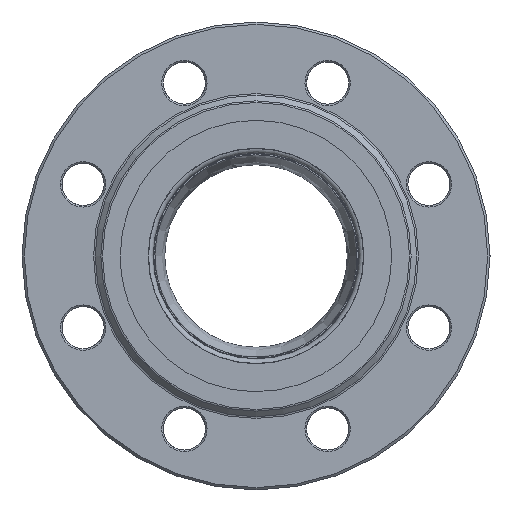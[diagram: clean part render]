
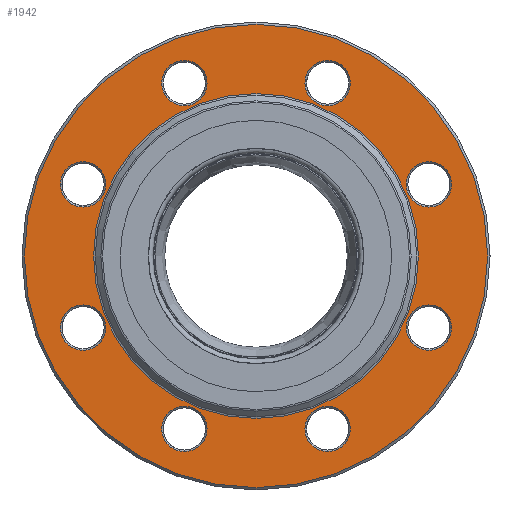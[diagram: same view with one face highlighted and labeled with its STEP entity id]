
A CAD part, left-side view. The second image highlights one B-rep face of the part: STEP entity #1942.
In plain terms, the highlighted planar face has unit normal (-1, 0, 0).
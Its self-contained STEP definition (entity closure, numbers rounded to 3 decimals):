
#1755=CARTESIAN_POINT('',(-74.,0.,0.));
#1756=DIRECTION('',(1.,0.,0.));
#1757=DIRECTION('',(0.,0.,-1.));
#1758=AXIS2_PLACEMENT_3D('',#1755,#1756,#1757);
#1759=PLANE('',#1758);
#1760=CARTESIAN_POINT('',(-74.,73.91,-40.315));
#1761=VERTEX_POINT('',#1760);
#1762=CARTESIAN_POINT('',(-74.,73.91,-20.915));
#1763=VERTEX_POINT('',#1762);
#1764=CARTESIAN_POINT('',(-74.,73.91,-30.615));
#1765=DIRECTION('',(1.,0.,0.));
#1766=DIRECTION('',(0.,0.,-1.));
#1767=AXIS2_PLACEMENT_3D('',#1764,#1765,#1766);
#1768=CIRCLE('',#1767,9.7);
#1769=EDGE_CURVE('',#1761,#1763,#1768,.T.);
#1770=ORIENTED_EDGE('',*,*,#1769,.T.);
#1771=CARTESIAN_POINT('',(-74.,73.91,-30.615));
#1772=DIRECTION('',(1.,0.,0.));
#1773=DIRECTION('',(0.,0.,-1.));
#1774=AXIS2_PLACEMENT_3D('',#1771,#1772,#1773);
#1775=CIRCLE('',#1774,9.7);
#1776=EDGE_CURVE('',#1763,#1761,#1775,.T.);
#1777=ORIENTED_EDGE('',*,*,#1776,.T.);
#1778=EDGE_LOOP('',(#1770,#1777));
#1779=FACE_BOUND('',#1778,.T.);
#1780=CARTESIAN_POINT('',(-74.,-73.91,20.915));
#1781=VERTEX_POINT('',#1780);
#1782=CARTESIAN_POINT('',(-74.,-73.91,40.315));
#1783=VERTEX_POINT('',#1782);
#1784=CARTESIAN_POINT('',(-74.,-73.91,30.615));
#1785=DIRECTION('',(1.,0.,0.));
#1786=DIRECTION('',(0.,0.,-1.));
#1787=AXIS2_PLACEMENT_3D('',#1784,#1785,#1786);
#1788=CIRCLE('',#1787,9.7);
#1789=EDGE_CURVE('',#1781,#1783,#1788,.T.);
#1790=ORIENTED_EDGE('',*,*,#1789,.T.);
#1791=CARTESIAN_POINT('',(-74.,-73.91,30.615));
#1792=DIRECTION('',(1.,0.,0.));
#1793=DIRECTION('',(0.,0.,-1.));
#1794=AXIS2_PLACEMENT_3D('',#1791,#1792,#1793);
#1795=CIRCLE('',#1794,9.7);
#1796=EDGE_CURVE('',#1783,#1781,#1795,.T.);
#1797=ORIENTED_EDGE('',*,*,#1796,.T.);
#1798=EDGE_LOOP('',(#1790,#1797));
#1799=FACE_BOUND('',#1798,.T.);
#1800=CARTESIAN_POINT('',(-74.,-30.615,64.21));
#1801=VERTEX_POINT('',#1800);
#1802=CARTESIAN_POINT('',(-74.,-30.615,83.61));
#1803=VERTEX_POINT('',#1802);
#1804=CARTESIAN_POINT('',(-74.,-30.615,73.91));
#1805=DIRECTION('',(1.,0.,0.));
#1806=DIRECTION('',(0.,0.,-1.));
#1807=AXIS2_PLACEMENT_3D('',#1804,#1805,#1806);
#1808=CIRCLE('',#1807,9.7);
#1809=EDGE_CURVE('',#1801,#1803,#1808,.T.);
#1810=ORIENTED_EDGE('',*,*,#1809,.T.);
#1811=CARTESIAN_POINT('',(-74.,-30.615,73.91));
#1812=DIRECTION('',(1.,0.,0.));
#1813=DIRECTION('',(0.,0.,-1.));
#1814=AXIS2_PLACEMENT_3D('',#1811,#1812,#1813);
#1815=CIRCLE('',#1814,9.7);
#1816=EDGE_CURVE('',#1803,#1801,#1815,.T.);
#1817=ORIENTED_EDGE('',*,*,#1816,.T.);
#1818=EDGE_LOOP('',(#1810,#1817));
#1819=FACE_BOUND('',#1818,.T.);
#1820=CARTESIAN_POINT('',(-74.,30.615,64.21));
#1821=VERTEX_POINT('',#1820);
#1822=CARTESIAN_POINT('',(-74.,30.615,83.61));
#1823=VERTEX_POINT('',#1822);
#1824=CARTESIAN_POINT('',(-74.,30.615,73.91));
#1825=DIRECTION('',(1.,0.,0.));
#1826=DIRECTION('',(0.,0.,-1.));
#1827=AXIS2_PLACEMENT_3D('',#1824,#1825,#1826);
#1828=CIRCLE('',#1827,9.7);
#1829=EDGE_CURVE('',#1821,#1823,#1828,.T.);
#1830=ORIENTED_EDGE('',*,*,#1829,.T.);
#1831=CARTESIAN_POINT('',(-74.,30.615,73.91));
#1832=DIRECTION('',(1.,0.,0.));
#1833=DIRECTION('',(0.,0.,-1.));
#1834=AXIS2_PLACEMENT_3D('',#1831,#1832,#1833);
#1835=CIRCLE('',#1834,9.7);
#1836=EDGE_CURVE('',#1823,#1821,#1835,.T.);
#1837=ORIENTED_EDGE('',*,*,#1836,.T.);
#1838=EDGE_LOOP('',(#1830,#1837));
#1839=FACE_BOUND('',#1838,.T.);
#1840=CARTESIAN_POINT('',(-74.,73.91,20.915));
#1841=VERTEX_POINT('',#1840);
#1842=CARTESIAN_POINT('',(-74.,73.91,40.315));
#1843=VERTEX_POINT('',#1842);
#1844=CARTESIAN_POINT('',(-74.,73.91,30.615));
#1845=DIRECTION('',(1.,0.,0.));
#1846=DIRECTION('',(0.,0.,-1.));
#1847=AXIS2_PLACEMENT_3D('',#1844,#1845,#1846);
#1848=CIRCLE('',#1847,9.7);
#1849=EDGE_CURVE('',#1841,#1843,#1848,.T.);
#1850=ORIENTED_EDGE('',*,*,#1849,.T.);
#1851=CARTESIAN_POINT('',(-74.,73.91,30.615));
#1852=DIRECTION('',(1.,0.,0.));
#1853=DIRECTION('',(0.,0.,-1.));
#1854=AXIS2_PLACEMENT_3D('',#1851,#1852,#1853);
#1855=CIRCLE('',#1854,9.7);
#1856=EDGE_CURVE('',#1843,#1841,#1855,.T.);
#1857=ORIENTED_EDGE('',*,*,#1856,.T.);
#1858=EDGE_LOOP('',(#1850,#1857));
#1859=FACE_BOUND('',#1858,.T.);
#1860=CARTESIAN_POINT('',(-74.,-73.91,-40.315));
#1861=VERTEX_POINT('',#1860);
#1862=CARTESIAN_POINT('',(-74.,-73.91,-20.915));
#1863=VERTEX_POINT('',#1862);
#1864=CARTESIAN_POINT('',(-74.,-73.91,-30.615));
#1865=DIRECTION('',(1.,0.,0.));
#1866=DIRECTION('',(0.,0.,-1.));
#1867=AXIS2_PLACEMENT_3D('',#1864,#1865,#1866);
#1868=CIRCLE('',#1867,9.7);
#1869=EDGE_CURVE('',#1861,#1863,#1868,.T.);
#1870=ORIENTED_EDGE('',*,*,#1869,.T.);
#1871=CARTESIAN_POINT('',(-74.,-73.91,-30.615));
#1872=DIRECTION('',(1.,0.,0.));
#1873=DIRECTION('',(0.,0.,-1.));
#1874=AXIS2_PLACEMENT_3D('',#1871,#1872,#1873);
#1875=CIRCLE('',#1874,9.7);
#1876=EDGE_CURVE('',#1863,#1861,#1875,.T.);
#1877=ORIENTED_EDGE('',*,*,#1876,.T.);
#1878=EDGE_LOOP('',(#1870,#1877));
#1879=FACE_BOUND('',#1878,.T.);
#1880=CARTESIAN_POINT('',(-74.,-30.615,-83.61));
#1881=VERTEX_POINT('',#1880);
#1882=CARTESIAN_POINT('',(-74.,-30.615,-64.21));
#1883=VERTEX_POINT('',#1882);
#1884=CARTESIAN_POINT('',(-74.,-30.615,-73.91));
#1885=DIRECTION('',(1.,0.,0.));
#1886=DIRECTION('',(0.,0.,-1.));
#1887=AXIS2_PLACEMENT_3D('',#1884,#1885,#1886);
#1888=CIRCLE('',#1887,9.7);
#1889=EDGE_CURVE('',#1881,#1883,#1888,.T.);
#1890=ORIENTED_EDGE('',*,*,#1889,.T.);
#1891=CARTESIAN_POINT('',(-74.,-30.615,-73.91));
#1892=DIRECTION('',(1.,0.,0.));
#1893=DIRECTION('',(0.,0.,-1.));
#1894=AXIS2_PLACEMENT_3D('',#1891,#1892,#1893);
#1895=CIRCLE('',#1894,9.7);
#1896=EDGE_CURVE('',#1883,#1881,#1895,.T.);
#1897=ORIENTED_EDGE('',*,*,#1896,.T.);
#1898=EDGE_LOOP('',(#1890,#1897));
#1899=FACE_BOUND('',#1898,.T.);
#1900=CARTESIAN_POINT('',(-74.,30.615,-83.61));
#1901=VERTEX_POINT('',#1900);
#1902=CARTESIAN_POINT('',(-74.,30.615,-64.21));
#1903=VERTEX_POINT('',#1902);
#1904=CARTESIAN_POINT('',(-74.,30.615,-73.91));
#1905=DIRECTION('',(1.,0.,0.));
#1906=DIRECTION('',(0.,0.,-1.));
#1907=AXIS2_PLACEMENT_3D('',#1904,#1905,#1906);
#1908=CIRCLE('',#1907,9.7);
#1909=EDGE_CURVE('',#1901,#1903,#1908,.T.);
#1910=ORIENTED_EDGE('',*,*,#1909,.T.);
#1911=CARTESIAN_POINT('',(-74.,30.615,-73.91));
#1912=DIRECTION('',(1.,0.,0.));
#1913=DIRECTION('',(0.,0.,-1.));
#1914=AXIS2_PLACEMENT_3D('',#1911,#1912,#1913);
#1915=CIRCLE('',#1914,9.7);
#1916=EDGE_CURVE('',#1903,#1901,#1915,.T.);
#1917=ORIENTED_EDGE('',*,*,#1916,.T.);
#1918=EDGE_LOOP('',(#1910,#1917));
#1919=FACE_BOUND('',#1918,.T.);
#1920=CARTESIAN_POINT('',(-74.,0.,-99.));
#1921=VERTEX_POINT('',#1920);
#1922=CARTESIAN_POINT('',(-74.,0.,0.));
#1923=DIRECTION('',(-1.,-0.,-0.));
#1924=DIRECTION('',(0.,0.,-1.));
#1925=AXIS2_PLACEMENT_3D('',#1922,#1923,#1924);
#1926=CIRCLE('',#1925,99.);
#1927=EDGE_CURVE('',#1921,#1921,#1926,.T.);
#1928=ORIENTED_EDGE('',*,*,#1927,.T.);
#1929=EDGE_LOOP('',(#1928));
#1930=FACE_BOUND('',#1929,.T.);
#1931=CARTESIAN_POINT('',(-74.,0.,-69.414));
#1932=VERTEX_POINT('',#1931);
#1933=CARTESIAN_POINT('',(-74.,0.,-0.));
#1934=DIRECTION('',(1.,0.,0.));
#1935=DIRECTION('',(0.,0.,-1.));
#1936=AXIS2_PLACEMENT_3D('',#1933,#1934,#1935);
#1937=CIRCLE('',#1936,69.414);
#1938=EDGE_CURVE('',#1932,#1932,#1937,.T.);
#1939=ORIENTED_EDGE('',*,*,#1938,.T.);
#1940=EDGE_LOOP('',(#1939));
#1941=FACE_BOUND('',#1940,.T.);
#1942=ADVANCED_FACE('',(#1779,#1799,#1819,#1839,#1859,#1879,#1899,#1919,#1930,#1941),#1759,.F.);
